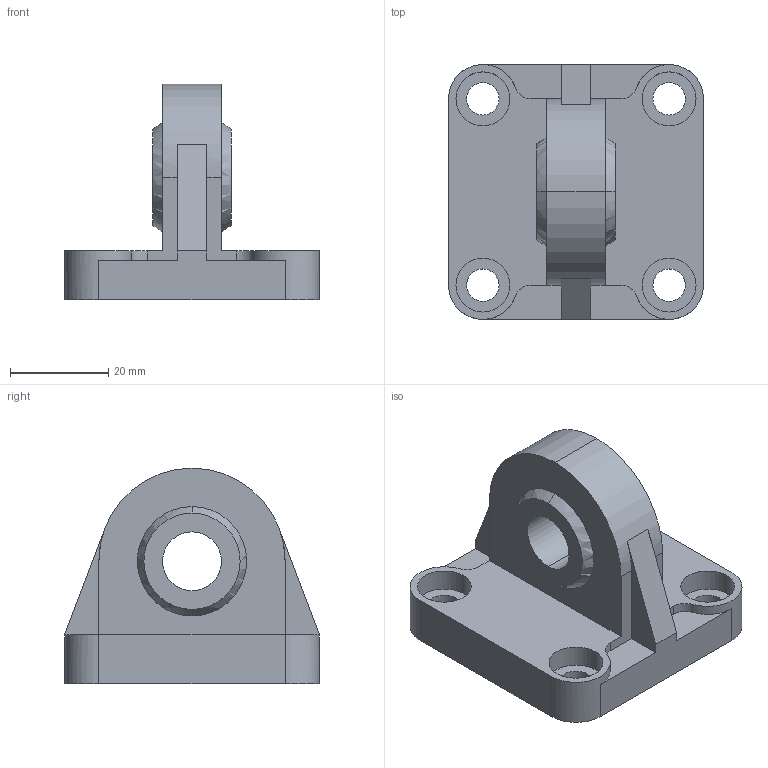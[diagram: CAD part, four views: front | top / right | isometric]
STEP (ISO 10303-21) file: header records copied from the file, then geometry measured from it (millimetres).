
FILE_DESCRIPTION(('STEP AP203'),'1');
FILE_NAME('chape_ng040.stp','2018-10-24T19:34:03',('TraceParts'),('TraceParts S.A.'),'Spatial InterOp 3D',' ',' ');
FILE_SCHEMA(('CONFIG_CONTROL_DESIGN'));
Length unit declared in the file: millimetre
Products named in the file (1): 1
Bounding box: 52 x 52 x 44 mm (x, y, z)
Volume: 32785.3 mm3; surface area: 14235.9 mm2
Topology: 2 solids, 2 shells, 64 faces, 177 edges, 114 vertices
Faces by surface type: cylinder 30, plane 30, sphere 4
Entity records: 2101 total; most frequent: DIRECTION 385, CARTESIAN_POINT 349, ORIENTED_EDGE 338, EDGE_CURVE 169, AXIS2_PLACEMENT_3D 150, VERTEX_POINT 114, LINE 85, VECTOR 85
